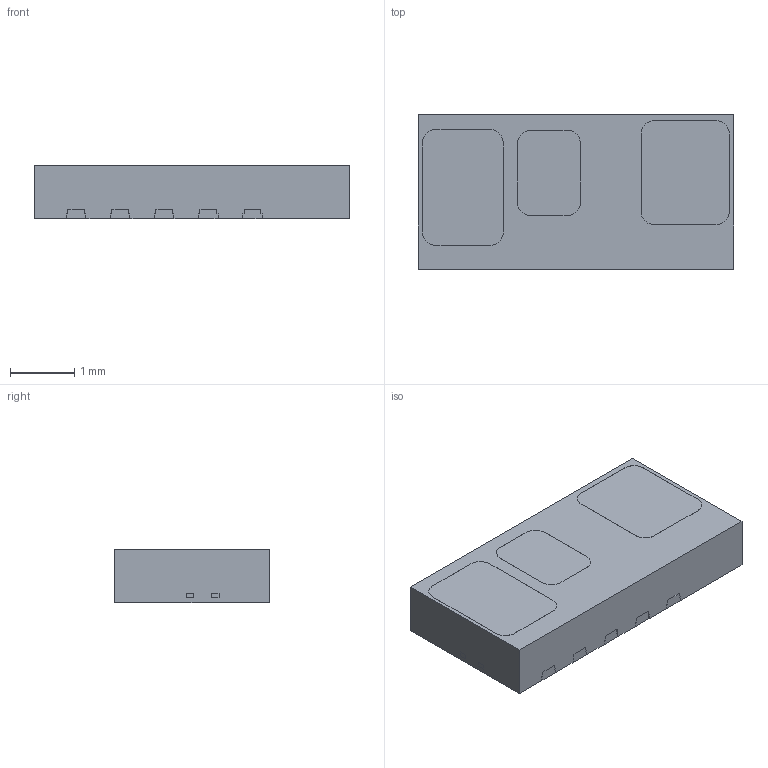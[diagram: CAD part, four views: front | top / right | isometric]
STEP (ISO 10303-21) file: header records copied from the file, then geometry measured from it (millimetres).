
FILE_DESCRIPTION(/* description */ (''),/* implementation_level */ '2;1');
FILE_NAME(/* name */ 'MarCom_3D_VCNL3020.stp',/* time_stamp */ '2017-08-24T14:40:54+02:00',/* author */ ('akamay'),/* organization */ (''),/* preprocessor_version */ 'ST-DEVELOPER v16.1',/* originating_system */ 'Autodesk Inventor 2016',/* authorisation */ '');
FILE_SCHEMA (('AUTOMOTIVE_DESIGN { 1 0 10303 214 3 1 1 }'));
Length unit declared in the file: millimetre
Products named in the file (1): VCNL3020for_STEP
Bounding box: 4.9 x 2.4 x 0.83 mm (x, y, z)
Volume: 9.8 mm3; surface area: 35.7 mm2
Topology: 1 solids, 1 shells, 173 faces, 495 edges, 330 vertices
Faces by surface type: plane 142, cylinder 19, bspline 12
Entity records: 6357 total; most frequent: CARTESIAN_POINT 1827, ORIENTED_EDGE 990, DIRECTION 833, EDGE_CURVE 495, LINE 433, VECTOR 433, VERTEX_POINT 330, AXIS2_PLACEMENT_3D 200
